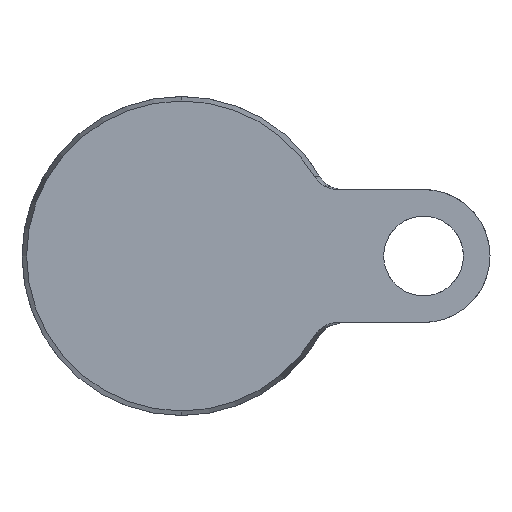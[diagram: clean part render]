
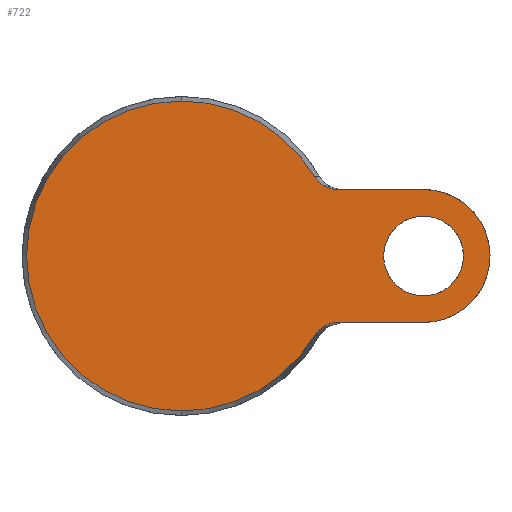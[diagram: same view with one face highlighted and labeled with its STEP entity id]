
A CAD part, front view. The second image highlights one B-rep face of the part: STEP entity #722.
In plain terms, the highlighted planar face has unit normal (0, -1, 0).
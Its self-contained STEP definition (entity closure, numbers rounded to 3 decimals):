
#7 = CIRCLE ( 'NONE', #227, 7.5 ) ;
#9 = CARTESIAN_POINT ( 'NONE',  ( 25.507, 0., 14.24 ) ) ;
#11 = B_SPLINE_CURVE_WITH_KNOTS ( 'NONE', 3,
 ( #843, #740, #887, #969, #1311, #525, #1269, #778, #299, #207, #642, #9, #1065, #421 ),
 .UNSPECIFIED., .F., .F.,
 ( 4, 2, 2, 2, 2, 2, 4 ),
 ( 0., 0.001, 0.002, 0.003, 0.003, 0.004, 0.005 ),
 .UNSPECIFIED. ) ;
#21 = VERTEX_POINT ( 'NONE', #403 ) ;
#38 = DIRECTION ( 'NONE',  ( 0., 0., 1. ) ) ;
#39 = VERTEX_POINT ( 'NONE', #716 ) ;
#43 = DIRECTION ( 'NONE',  ( 0., -1., 0. ) ) ;
#51 = CARTESIAN_POINT ( 'NONE',  ( 0., 0., 0. ) ) ;
#52 = VERTEX_POINT ( 'NONE', #1360 ) ;
#59 = EDGE_CURVE ( 'NONE', #52, #161, #880, .T. ) ;
#64 = CARTESIAN_POINT ( 'NONE',  ( 25.237, 0., -14.58 ) ) ;
#70 = AXIS2_PLACEMENT_3D ( 'NONE', #774, #827, #927 ) ;
#91 = CARTESIAN_POINT ( 'NONE',  ( 0., 0., 0. ) ) ;
#161 = VERTEX_POINT ( 'NONE', #965 ) ;
#166 = VERTEX_POINT ( 'NONE', #751 ) ;
#175 = DIRECTION ( 'NONE',  ( 0., 0., 1. ) ) ;
#207 = CARTESIAN_POINT ( 'NONE',  ( 26.144, 0., 13.642 ) ) ;
#212 = EDGE_CURVE ( 'NONE', #21, #166, #1297, .T. ) ;
#218 = DIRECTION ( 'NONE',  ( -1., 0., 0. ) ) ;
#227 = AXIS2_PLACEMENT_3D ( 'NONE', #913, #1334, #38 ) ;
#247 = VERTEX_POINT ( 'NONE', #1071 ) ;
#272 = CARTESIAN_POINT ( 'NONE',  ( 26.146, 0., -13.64 ) ) ;
#284 = FACE_OUTER_BOUND ( 'NONE', #1005, .T. ) ;
#297 = DIRECTION ( 'NONE',  ( 0., -1., 0. ) ) ;
#299 = CARTESIAN_POINT ( 'NONE',  ( 26.495, 0., 13.38 ) ) ;
#305 = EDGE_CURVE ( 'NONE', #247, #21, #11, .T. ) ;
#364 = ORIENTED_EDGE ( 'NONE', *, *, #212, .T. ) ;
#384 = CARTESIAN_POINT ( 'NONE',  ( 26.497, 0., -13.379 ) ) ;
#403 = CARTESIAN_POINT ( 'NONE',  ( 25.011, 0., 14.959 ) ) ;
#407 = DIRECTION ( 'NONE',  ( 0., 0., -1. ) ) ;
#421 = CARTESIAN_POINT ( 'NONE',  ( 25.011, 0., 14.959 ) ) ;
#432 = DIRECTION ( 'NONE',  ( 0., -1., 0. ) ) ;
#453 = CARTESIAN_POINT ( 'NONE',  ( 29.374, 0., -12.5 ) ) ;
#457 = EDGE_CURVE ( 'NONE', #247, #52, #743, .T. ) ;
#463 = EDGE_LOOP ( 'NONE', ( #595, #478 ) ) ;
#478 = ORIENTED_EDGE ( 'NONE', *, *, #619, .T. ) ;
#489 = AXIS2_PLACEMENT_3D ( 'NONE', #633, #432, #407 ) ;
#492 = CIRCLE ( 'NONE', #70, 7.5 ) ;
#496 = CARTESIAN_POINT ( 'NONE',  ( 28.503, 0., -12.556 ) ) ;
#508 = CIRCLE ( 'NONE', #630, 29.143 ) ;
#512 = AXIS2_PLACEMENT_3D ( 'NONE', #1158, #1378, #832 ) ;
#517 = DIRECTION ( 'NONE',  ( 0., 0., -1. ) ) ;
#525 = CARTESIAN_POINT ( 'NONE',  ( 27.253, 0., 12.954 ) ) ;
#555 = VECTOR ( 'NONE', #218, 1000. ) ;
#595 = ORIENTED_EDGE ( 'NONE', *, *, #703, .T. ) ;
#608 = CARTESIAN_POINT ( 'NONE',  ( -29.143, 0., 0. ) ) ;
#611 = AXIS2_PLACEMENT_3D ( 'NONE', #51, #43, #1321 ) ;
#619 = EDGE_CURVE ( 'NONE', #928, #39, #7, .T. ) ;
#630 = AXIS2_PLACEMENT_3D ( 'NONE', #91, #297, #517 ) ;
#633 = CARTESIAN_POINT ( 'NONE',  ( 0., 0., 0. ) ) ;
#639 = LINE ( 'NONE', #1287, #555 ) ;
#640 = EDGE_CURVE ( 'NONE', #641, #1122, #1175, .T. ) ;
#641 = VERTEX_POINT ( 'NONE', #1205 ) ;
#642 = CARTESIAN_POINT ( 'NONE',  ( 25.976, 0., 13.785 ) ) ;
#703 = EDGE_CURVE ( 'NONE', #39, #928, #492, .T. ) ;
#708 = B_SPLINE_CURVE_WITH_KNOTS ( 'NONE', 3,
 ( #918, #64, #1256, #720, #272, #384, #1153, #934, #1036, #1249, #496, #1340, #819 ),
 .UNSPECIFIED., .F., .F.,
 ( 4, 2, 2, 1, 2, 2, 4 ),
 ( 0., 0.001, 0.002, 0.003, 0.003, 0.004, 0.005 ),
 .UNSPECIFIED. ) ;
#712 = PLANE ( 'NONE',  #1055 ) ;
#716 = CARTESIAN_POINT ( 'NONE',  ( 45.5, 0., -7.5 ) ) ;
#720 = CARTESIAN_POINT ( 'NONE',  ( 25.977, 0., -13.784 ) ) ;
#722 = ADVANCED_FACE ( 'NONE', ( #284, #1144 ), #712, .F. ) ;
#725 = EDGE_CURVE ( 'NONE', #1122, #1200, #708, .T. ) ;
#740 = CARTESIAN_POINT ( 'NONE',  ( 28.933, 0., 12.5 ) ) ;
#743 = LINE ( 'NONE', #874, #1323 ) ;
#750 = DIRECTION ( 'NONE',  ( 1., 0., 0. ) ) ;
#751 = CARTESIAN_POINT ( 'NONE',  ( 0., 0., 29.143 ) ) ;
#774 = CARTESIAN_POINT ( 'NONE',  ( 45.5, 0., 0. ) ) ;
#778 = CARTESIAN_POINT ( 'NONE',  ( 26.678, 0., 13.261 ) ) ;
#819 = CARTESIAN_POINT ( 'NONE',  ( 29.374, 0., -12.5 ) ) ;
#827 = DIRECTION ( 'NONE',  ( 0., 1., 0. ) ) ;
#832 = DIRECTION ( 'NONE',  ( 0., 0., -1. ) ) ;
#843 = CARTESIAN_POINT ( 'NONE',  ( 29.374, 0., 12.5 ) ) ;
#874 = CARTESIAN_POINT ( 'NONE',  ( 15., 0., 12.5 ) ) ;
#880 = CIRCLE ( 'NONE', #512, 12.5 ) ;
#887 = CARTESIAN_POINT ( 'NONE',  ( 28.502, 0., 12.556 ) ) ;
#901 = CARTESIAN_POINT ( 'NONE',  ( 25.011, 0., -14.959 ) ) ;
#912 = EDGE_CURVE ( 'NONE', #161, #1200, #639, .T. ) ;
#913 = CARTESIAN_POINT ( 'NONE',  ( 45.5, 0., 0. ) ) ;
#918 = CARTESIAN_POINT ( 'NONE',  ( 25.011, 0., -14.959 ) ) ;
#927 = DIRECTION ( 'NONE',  ( 0., 0., 1. ) ) ;
#928 = VERTEX_POINT ( 'NONE', #1379 ) ;
#934 = CARTESIAN_POINT ( 'NONE',  ( 27.255, 0., -12.953 ) ) ;
#964 = EDGE_CURVE ( 'NONE', #166, #641, #508, .T. ) ;
#965 = CARTESIAN_POINT ( 'NONE',  ( 45.5, 0., -12.5 ) ) ;
#969 = CARTESIAN_POINT ( 'NONE',  ( 27.869, 0., 12.721 ) ) ;
#999 = ORIENTED_EDGE ( 'NONE', *, *, #457, .F. ) ;
#1003 = ORIENTED_EDGE ( 'NONE', *, *, #964, .T. ) ;
#1005 = EDGE_LOOP ( 'NONE', ( #999, #1313, #364, #1003, #1372, #1145, #1268, #1341 ) ) ;
#1036 = CARTESIAN_POINT ( 'NONE',  ( 27.662, 0., -12.789 ) ) ;
#1055 = AXIS2_PLACEMENT_3D ( 'NONE', #608, #1139, #175 ) ;
#1065 = CARTESIAN_POINT ( 'NONE',  ( 25.237, 0., 14.58 ) ) ;
#1071 = CARTESIAN_POINT ( 'NONE',  ( 29.374, 0., 12.5 ) ) ;
#1122 = VERTEX_POINT ( 'NONE', #901 ) ;
#1139 = DIRECTION ( 'NONE',  ( 0., 1., 0. ) ) ;
#1144 = FACE_BOUND ( 'NONE', #463, .T. ) ;
#1145 = ORIENTED_EDGE ( 'NONE', *, *, #725, .T. ) ;
#1153 = CARTESIAN_POINT ( 'NONE',  ( 26.862, 0., -13.142 ) ) ;
#1158 = CARTESIAN_POINT ( 'NONE',  ( 45.5, 0., 0. ) ) ;
#1175 = CIRCLE ( 'NONE', #611, 29.143 ) ;
#1200 = VERTEX_POINT ( 'NONE', #453 ) ;
#1205 = CARTESIAN_POINT ( 'NONE',  ( 0., 0., -29.143 ) ) ;
#1249 = CARTESIAN_POINT ( 'NONE',  ( 27.871, 0., -12.72 ) ) ;
#1256 = CARTESIAN_POINT ( 'NONE',  ( 25.508, 0., -14.24 ) ) ;
#1268 = ORIENTED_EDGE ( 'NONE', *, *, #912, .F. ) ;
#1269 = CARTESIAN_POINT ( 'NONE',  ( 27.057, 0., 13.048 ) ) ;
#1287 = CARTESIAN_POINT ( 'NONE',  ( 15., 0., -12.5 ) ) ;
#1297 = CIRCLE ( 'NONE', #489, 29.143 ) ;
#1311 = CARTESIAN_POINT ( 'NONE',  ( 27.659, 0., 12.79 ) ) ;
#1313 = ORIENTED_EDGE ( 'NONE', *, *, #305, .T. ) ;
#1321 = DIRECTION ( 'NONE',  ( 0., 0., -1. ) ) ;
#1323 = VECTOR ( 'NONE', #750, 1000. ) ;
#1334 = DIRECTION ( 'NONE',  ( 0., 1., 0. ) ) ;
#1340 = CARTESIAN_POINT ( 'NONE',  ( 28.933, 0., -12.5 ) ) ;
#1341 = ORIENTED_EDGE ( 'NONE', *, *, #59, .F. ) ;
#1360 = CARTESIAN_POINT ( 'NONE',  ( 45.5, 0., 12.5 ) ) ;
#1372 = ORIENTED_EDGE ( 'NONE', *, *, #640, .T. ) ;
#1378 = DIRECTION ( 'NONE',  ( 0., 1., 0. ) ) ;
#1379 = CARTESIAN_POINT ( 'NONE',  ( 45.5, 0., 7.5 ) ) ;
